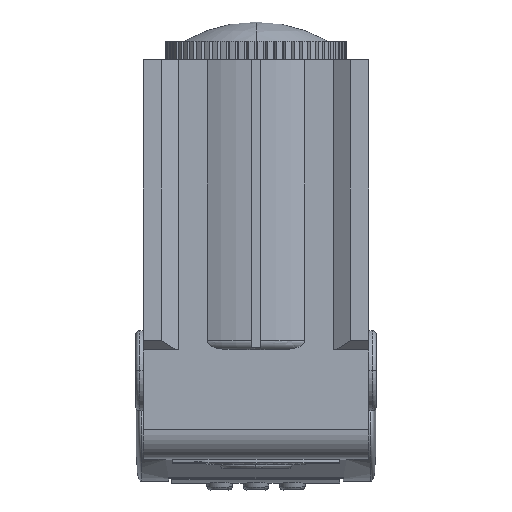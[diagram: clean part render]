
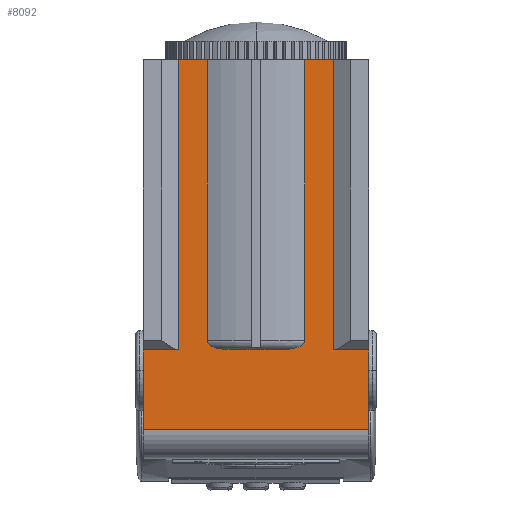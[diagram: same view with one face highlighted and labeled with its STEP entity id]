
A CAD part, top view. The second image highlights one B-rep face of the part: STEP entity #8092.
In plain terms, the highlighted planar face has unit normal (0, 0, 1).
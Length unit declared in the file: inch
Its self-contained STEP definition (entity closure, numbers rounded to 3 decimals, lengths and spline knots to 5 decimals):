
#40=DIRECTION('',(0.,-1.,0.));
#41=VECTOR('',#40,0.43307);
#42=CARTESIAN_POINT('',(-0.61024,-0.45276,
1.57839));
#43=LINE('',#42,#41);
#268=DIRECTION('',(-1.,0.,0.));
#269=VECTOR('',#268,1.22047);
#270=CARTESIAN_POINT('',(0.61024,-0.88583,
1.57839));
#271=LINE('',#270,#269);
#272=DIRECTION('',(1.,0.,0.));
#273=VECTOR('',#272,0.18898);
#274=CARTESIAN_POINT('',(-0.61024,-0.45276,
1.57839));
#275=LINE('',#274,#273);
#276=DIRECTION('',(0.,1.,0.));
#277=VECTOR('',#276,1.5748);
#278=CARTESIAN_POINT('',(-0.42126,-0.45276,
1.57839));
#279=LINE('',#278,#277);
#280=DIRECTION('',(0.,-1.,0.));
#281=VECTOR('',#280,1.52362);
#282=CARTESIAN_POINT('',(-0.26378,1.12205,1.57839));
#283=LINE('',#282,#281);
#284=DIRECTION('',(1.,0.,0.));
#285=VECTOR('',#284,0.18962);
#286=CARTESIAN_POINT('',(-0.09481,-0.45276,
1.57839));
#287=LINE('',#286,#285);
#288=DIRECTION('',(0.,1.,0.));
#289=VECTOR('',#288,1.52362);
#290=CARTESIAN_POINT('',(0.26378,-0.40157,
1.57839));
#291=LINE('',#290,#289);
#292=DIRECTION('',(0.,-1.,0.));
#293=VECTOR('',#292,1.5748);
#294=CARTESIAN_POINT('',(0.42126,1.12205,1.57839));
#295=LINE('',#294,#293);
#296=DIRECTION('',(1.,0.,0.));
#297=VECTOR('',#296,0.18898);
#298=CARTESIAN_POINT('',(0.42126,-0.45276,
1.57839));
#299=LINE('',#298,#297);
#325=DIRECTION('',(1.,0.,0.));
#326=VECTOR('',#325,0.15748);
#327=CARTESIAN_POINT('',(-0.42126,1.12205,1.57839));
#328=LINE('',#327,#326);
#376=DIRECTION('',(1.,0.,0.));
#377=VECTOR('',#376,0.15748);
#378=CARTESIAN_POINT('',(0.26378,1.12205,1.57839));
#379=LINE('',#378,#377);
#409=CARTESIAN_POINT('',(0.26378,-0.40157,
1.57839));
#410=CARTESIAN_POINT('',(0.26378,-0.40469,
1.57839));
#411=CARTESIAN_POINT('',(0.26252,-0.41078,
1.57839));
#412=CARTESIAN_POINT('',(0.25643,-0.41996,
1.57839));
#413=CARTESIAN_POINT('',(0.24709,-0.42781,
1.57839));
#414=CARTESIAN_POINT('',(0.23522,-0.43444,
1.57839));
#415=CARTESIAN_POINT('',(0.22119,-0.43992,
1.57839));
#416=CARTESIAN_POINT('',(0.20517,-0.44432,
1.57839));
#417=CARTESIAN_POINT('',(0.18721,-0.44772,
1.57839));
#418=CARTESIAN_POINT('',(0.16733,-0.45019,
1.57839));
#419=CARTESIAN_POINT('',(0.14546,-0.45178,
1.57839));
#420=CARTESIAN_POINT('',(0.1215,-0.45262,
1.57839));
#421=CARTESIAN_POINT('',(0.10396,-0.45276,
1.57839));
#422=CARTESIAN_POINT('',(0.09481,-0.45276,
1.57839));
#429=CARTESIAN_POINT('',(-0.09481,-0.45276,
1.57839));
#430=CARTESIAN_POINT('',(-0.10396,-0.45276,
1.57839));
#431=CARTESIAN_POINT('',(-0.1215,-0.45262,
1.57839));
#432=CARTESIAN_POINT('',(-0.14546,-0.45178,
1.57839));
#433=CARTESIAN_POINT('',(-0.16734,-0.45018,
1.57839));
#434=CARTESIAN_POINT('',(-0.18723,-0.44772,
1.57839));
#435=CARTESIAN_POINT('',(-0.20518,-0.44432,
1.57839));
#436=CARTESIAN_POINT('',(-0.22121,-0.43991,
1.57839));
#437=CARTESIAN_POINT('',(-0.23524,-0.43444,
1.57839));
#438=CARTESIAN_POINT('',(-0.2471,-0.4278,
1.57839));
#439=CARTESIAN_POINT('',(-0.25644,-0.41995,
1.57839));
#440=CARTESIAN_POINT('',(-0.26252,-0.41078,
1.57839));
#441=CARTESIAN_POINT('',(-0.26378,-0.40469,
1.57839));
#442=CARTESIAN_POINT('',(-0.26378,-0.40157,
1.57839));
#1216=DIRECTION('',(0.,-1.,0.));
#1217=VECTOR('',#1216,0.43307);
#1218=CARTESIAN_POINT('',(0.61024,-0.45276,
1.57839));
#1219=LINE('',#1218,#1217);
#6410=CARTESIAN_POINT('',(-0.26378,1.12205,
1.57839));
#6412=VERTEX_POINT('',#6410);
#6418=CARTESIAN_POINT('',(-0.61024,-0.45276,
1.57839));
#6419=CARTESIAN_POINT('',(-0.42126,-0.45276,
1.57839));
#6420=VERTEX_POINT('',#6418);
#6421=VERTEX_POINT('',#6419);
#6426=CARTESIAN_POINT('',(0.26378,1.12205,1.57839));
#6427=CARTESIAN_POINT('',(0.42126,1.12205,1.57839));
#6428=VERTEX_POINT('',#6426);
#6429=VERTEX_POINT('',#6427);
#6446=CARTESIAN_POINT('',(-0.42126,1.12205,
1.57839));
#6447=VERTEX_POINT('',#6446);
#6448=CARTESIAN_POINT('',(0.42126,-0.45276,
1.57839));
#6449=CARTESIAN_POINT('',(0.61024,-0.45276,
1.57839));
#6450=VERTEX_POINT('',#6448);
#6451=VERTEX_POINT('',#6449);
#6473=CARTESIAN_POINT('',(-0.26378,-0.40157,
1.57839));
#6475=VERTEX_POINT('',#6473);
#6476=CARTESIAN_POINT('',(-0.09481,-0.45276,
1.57839));
#6477=CARTESIAN_POINT('',(0.09481,-0.45276,
1.57839));
#6478=VERTEX_POINT('',#6476);
#6479=VERTEX_POINT('',#6477);
#7489=CARTESIAN_POINT('',(-0.61024,-0.88583,
1.57839));
#7491=VERTEX_POINT('',#7489);
#7492=CARTESIAN_POINT('',(0.61024,-0.88583,
1.57839));
#7493=VERTEX_POINT('',#7492);
#7803=CARTESIAN_POINT('',(0.26378,-0.40157,
1.57839));
#7804=VERTEX_POINT('',#7803);
#8059=CARTESIAN_POINT('',(-0.61024,1.04331,
1.57839));
#8060=DIRECTION('',(0.,0.,1.));
#8061=DIRECTION('',(0.,-1.,0.));
#8062=AXIS2_PLACEMENT_3D('',#8059,#8060,#8061);
#8063=PLANE('',#8062);
#8064=ORIENTED_EDGE('',*,*,#8051,.T.);
#8065=ORIENTED_EDGE('',*,*,#7890,.F.);
#8067=ORIENTED_EDGE('',*,*,#8066,.T.);
#8069=ORIENTED_EDGE('',*,*,#8068,.T.);
#8071=ORIENTED_EDGE('',*,*,#8070,.T.);
#8073=ORIENTED_EDGE('',*,*,#8072,.T.);
#8075=ORIENTED_EDGE('',*,*,#8074,.F.);
#8077=ORIENTED_EDGE('',*,*,#8076,.T.);
#8079=ORIENTED_EDGE('',*,*,#8078,.F.);
#8081=ORIENTED_EDGE('',*,*,#8080,.T.);
#8083=ORIENTED_EDGE('',*,*,#8082,.T.);
#8085=ORIENTED_EDGE('',*,*,#8084,.T.);
#8087=ORIENTED_EDGE('',*,*,#8086,.T.);
#8089=ORIENTED_EDGE('',*,*,#8088,.T.);
#8090=EDGE_LOOP('',(#8064,#8065,#8067,#8069,#8071,#8073,#8075,#8077,#8079,#8081,
#8083,#8085,#8087,#8089));
#8091=FACE_OUTER_BOUND('',#8090,.F.);
#8092=ADVANCED_FACE('',(#8091),#8063,.T.);
#423=B_SPLINE_CURVE_WITH_KNOTS('',3,(#409,#410,#411,#412,#413,#414,#415,#416,
#417,#418,#419,#420,#421,#422),.UNSPECIFIED.,.F.,.F.,(4,1,1,1,1,1,1,1,1,1,1,4),(
0.,0.09091,0.18182,0.27273,0.36364,
0.45455,0.54545,0.63636,0.72727,
0.81818,0.90909,1.),.UNSPECIFIED.);
#443=B_SPLINE_CURVE_WITH_KNOTS('',3,(#429,#430,#431,#432,#433,#434,#435,#436,
#437,#438,#439,#440,#441,#442),.UNSPECIFIED.,.F.,.F.,(4,1,1,1,1,1,1,1,1,1,1,4),(
0.,0.09091,0.18182,0.27273,0.36364,
0.45455,0.54545,0.63636,0.72727,
0.81818,0.90909,1.),.UNSPECIFIED.);
#7890=EDGE_CURVE('',#6420,#7491,#43,.T.);
#8051=EDGE_CURVE('',#7493,#7491,#271,.T.);
#8066=EDGE_CURVE('',#6420,#6421,#275,.T.);
#8068=EDGE_CURVE('',#6421,#6447,#279,.T.);
#8070=EDGE_CURVE('',#6447,#6412,#328,.T.);
#8072=EDGE_CURVE('',#6412,#6475,#283,.T.);
#8074=EDGE_CURVE('',#6478,#6475,#443,.T.);
#8076=EDGE_CURVE('',#6478,#6479,#287,.T.);
#8078=EDGE_CURVE('',#7804,#6479,#423,.T.);
#8080=EDGE_CURVE('',#7804,#6428,#291,.T.);
#8082=EDGE_CURVE('',#6428,#6429,#379,.T.);
#8084=EDGE_CURVE('',#6429,#6450,#295,.T.);
#8086=EDGE_CURVE('',#6450,#6451,#299,.T.);
#8088=EDGE_CURVE('',#6451,#7493,#1219,.T.);
